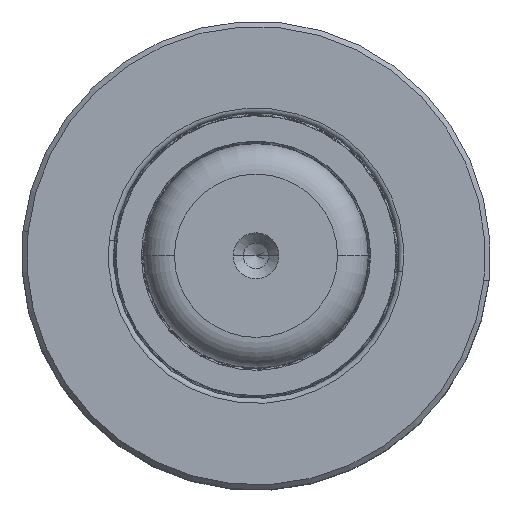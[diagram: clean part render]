
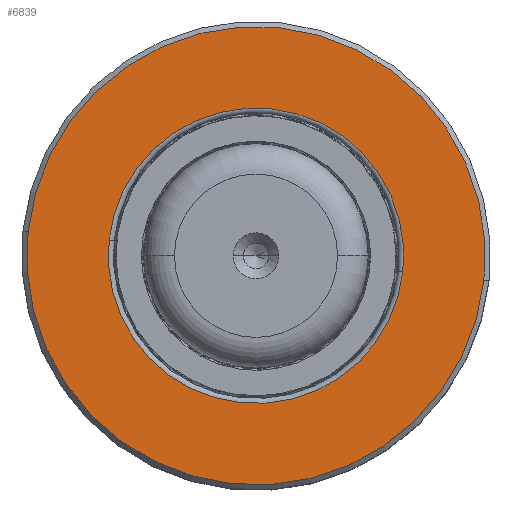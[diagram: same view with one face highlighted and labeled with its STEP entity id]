
A CAD part, top view. The second image highlights one B-rep face of the part: STEP entity #6839.
In plain terms, the highlighted face is planar.
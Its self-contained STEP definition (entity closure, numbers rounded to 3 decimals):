
#3151 = DIRECTION ( 'NONE',  ( 0., -1., 0. ) ) ;
#4490 = DIRECTION ( 'NONE',  ( 0., 1., 0. ) ) ;
#5483 = CARTESIAN_POINT ( 'NONE',  ( 0., 15.687, -22.5 ) ) ;
#5618 = EDGE_CURVE ( 'NONE', #27870, #7460, #6341, .T. ) ;
#5749 = VERTEX_POINT ( 'NONE', #42234 ) ;
#6341 = CIRCLE ( 'NONE', #10146, 22.5 ) ;
#6448 = EDGE_CURVE ( 'NONE', #5749, #34283, #10721, .T. ) ;
#6554 = CARTESIAN_POINT ( 'NONE',  ( 0., 15.687, 22.5 ) ) ;
#6645 = CARTESIAN_POINT ( 'NONE',  ( 0., 15.687, 0. ) ) ;
#6839 = ADVANCED_FACE ( 'NONE', ( #13938, #12847 ), #39742, .T. ) ;
#7447 = CARTESIAN_POINT ( 'NONE',  ( 0., 15.687, -14.5 ) ) ;
#7460 = VERTEX_POINT ( 'NONE', #5483 ) ;
#10146 = AXIS2_PLACEMENT_3D ( 'NONE', #31384, #3151, #23897 ) ;
#10721 = CIRCLE ( 'NONE', #13906, 14.5 ) ;
#12847 = FACE_OUTER_BOUND ( 'NONE', #35944, .T. ) ;
#13638 = AXIS2_PLACEMENT_3D ( 'NONE', #42804, #4490, #36061 ) ;
#13906 = AXIS2_PLACEMENT_3D ( 'NONE', #36565, #15611, #39944 ) ;
#13938 = FACE_BOUND ( 'NONE', #14592, .T. ) ;
#14592 = EDGE_LOOP ( 'NONE', ( #36298, #37989 ) ) ;
#15611 = DIRECTION ( 'NONE',  ( 0., -1., 0. ) ) ;
#21100 = DIRECTION ( 'NONE',  ( 0., 0., -1. ) ) ;
#21297 = EDGE_CURVE ( 'NONE', #34283, #5749, #27932, .T. ) ;
#21826 = DIRECTION ( 'NONE',  ( 0., 0., -1. ) ) ;
#23056 = EDGE_CURVE ( 'NONE', #7460, #27870, #38226, .T. ) ;
#23897 = DIRECTION ( 'NONE',  ( 0., 0., -1. ) ) ;
#24067 = AXIS2_PLACEMENT_3D ( 'NONE', #35030, #27998, #21100 ) ;
#24462 = DIRECTION ( 'NONE',  ( 0., -1., 0. ) ) ;
#27870 = VERTEX_POINT ( 'NONE', #6554 ) ;
#27932 = CIRCLE ( 'NONE', #44839, 14.5 ) ;
#27998 = DIRECTION ( 'NONE',  ( 0., -1., 0. ) ) ;
#31384 = CARTESIAN_POINT ( 'NONE',  ( 0., 15.687, 0. ) ) ;
#31570 = ORIENTED_EDGE ( 'NONE', *, *, #23056, .F. ) ;
#34283 = VERTEX_POINT ( 'NONE', #7447 ) ;
#35030 = CARTESIAN_POINT ( 'NONE',  ( 0., 15.687, 0. ) ) ;
#35944 = EDGE_LOOP ( 'NONE', ( #31570, #36251 ) ) ;
#36061 = DIRECTION ( 'NONE',  ( 0., 0., 1. ) ) ;
#36251 = ORIENTED_EDGE ( 'NONE', *, *, #5618, .F. ) ;
#36298 = ORIENTED_EDGE ( 'NONE', *, *, #21297, .T. ) ;
#36565 = CARTESIAN_POINT ( 'NONE',  ( 0., 15.687, 0. ) ) ;
#37989 = ORIENTED_EDGE ( 'NONE', *, *, #6448, .T. ) ;
#38226 = CIRCLE ( 'NONE', #24067, 22.5 ) ;
#39742 = PLANE ( 'NONE',  #13638 ) ;
#39944 = DIRECTION ( 'NONE',  ( 0., 0., -1. ) ) ;
#42234 = CARTESIAN_POINT ( 'NONE',  ( 0., 15.687, 14.5 ) ) ;
#42804 = CARTESIAN_POINT ( 'NONE',  ( 22.5, 15.687, 0. ) ) ;
#44839 = AXIS2_PLACEMENT_3D ( 'NONE', #6645, #24462, #21826 ) ;
